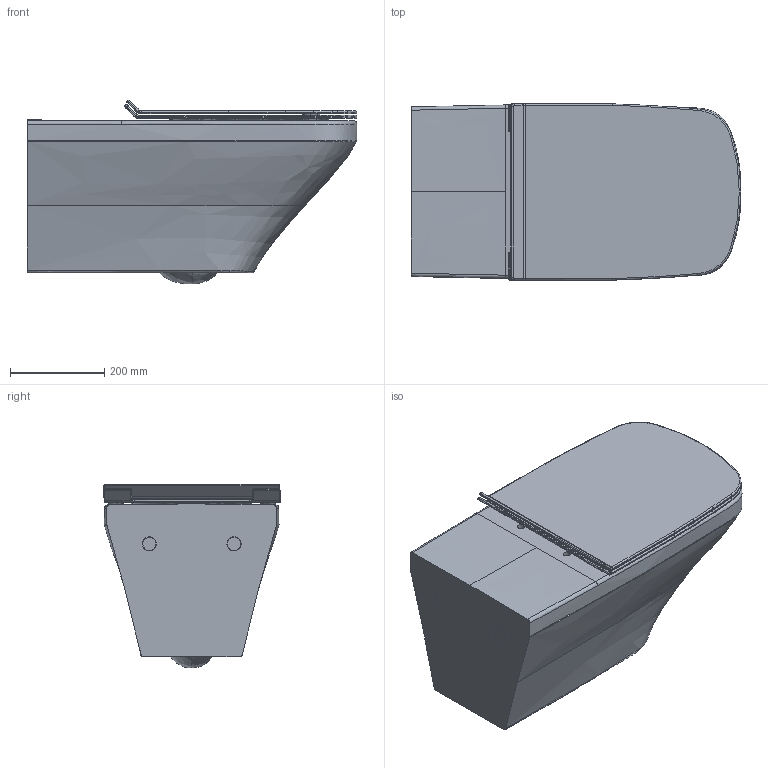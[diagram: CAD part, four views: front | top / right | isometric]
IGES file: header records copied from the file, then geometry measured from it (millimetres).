
Global section: file name: No Iges File Name specified; native system: Autodesk Inventor 2011; preprocessor: AutoDesk Inventor Iges Exporter R2011; author: Administrator; date: 20141028.111723; units: millimetre
Bounding box: 700 x 374.55 x 390.61 mm (x, y, z)
Volume: 43059828.7 mm3; surface area: 1807616.8 mm2
Topology: 15 solids, 15 shells, 774 faces, 1764 edges, 1025 vertices
Faces by surface type: bspline 400, cylinder 124, plane 83, revolution 75, torus 68, cone 14, sphere 10
